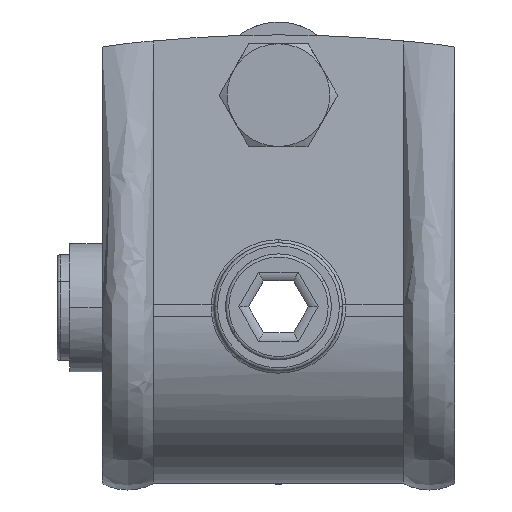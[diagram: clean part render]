
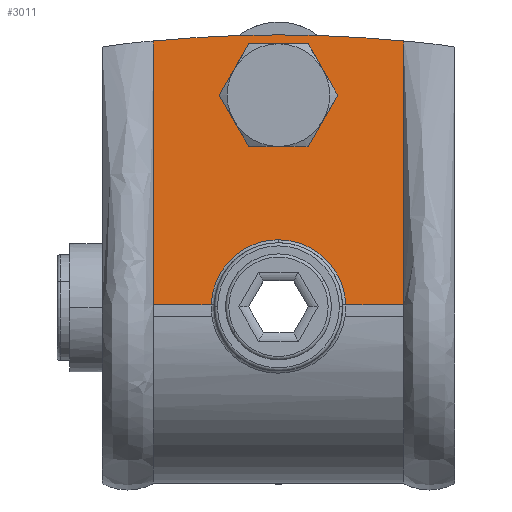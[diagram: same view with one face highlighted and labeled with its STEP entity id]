
A CAD part, top view. The second image highlights one B-rep face of the part: STEP entity #3011.
In plain terms, the highlighted planar face has unit normal (0, 0.07, 0.998).
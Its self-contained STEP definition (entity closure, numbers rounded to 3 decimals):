
#75 = CARTESIAN_POINT ( 'NONE',  ( -14., 67.535, 23.159 ) ) ;
#140 = VECTOR ( 'NONE', #8949, 1000. ) ;
#211 = CARTESIAN_POINT ( 'NONE',  ( -19.5, 68.949, 23.06 ) ) ;
#213 = DIRECTION ( 'NONE',  ( -1., 0., 0. ) ) ;
#285 = DIRECTION ( 'NONE',  ( 0., -0.07, -0.998 ) ) ;
#323 = CARTESIAN_POINT ( 'NONE',  ( -19.5, 68.949, 23.06 ) ) ;
#396 = CARTESIAN_POINT ( 'NONE',  ( -10.494, 27.814, 25.937 ) ) ;
#405 = DIRECTION ( 'NONE',  ( 0., 0.998, -0.07 ) ) ;
#621 = CARTESIAN_POINT ( 'NONE',  ( 0., 53.535, 24.138 ) ) ;
#690 = VERTEX_POINT ( 'NONE', #211 ) ;
#762 = DIRECTION ( 'NONE',  ( 0., 0.07, 0.998 ) ) ;
#784 = CIRCLE ( 'NONE', #8407, 199.963 ) ;
#790 = ORIENTED_EDGE ( 'NONE', *, *, #8671, .F. ) ;
#800 = FACE_OUTER_BOUND ( 'NONE', #1342, .T. ) ;
#996 = VERTEX_POINT ( 'NONE', #2805 ) ;
#1196 = CIRCLE ( 'NONE', #8787, 199.963 ) ;
#1219 = EDGE_LOOP ( 'NONE', ( #2045, #7100 ) ) ;
#1287 =( BOUNDED_CURVE ( )  B_SPLINE_CURVE ( 3, ( #396, #6707, #6592, #6682 ),
 .UNSPECIFIED., .F., .T. ) 
 B_SPLINE_CURVE_WITH_KNOTS ( ( 4, 4 ),
 ( 4.746, 6.283 ),
 .UNSPECIFIED. ) 
 CURVE ( )  GEOMETRIC_REPRESENTATION_ITEM ( )  RATIONAL_B_SPLINE_CURVE ( ( 1., 0.812, 0.812, 1. ) ) 
 REPRESENTATION_ITEM ( '' )  );
#1342 = EDGE_LOOP ( 'NONE', ( #3377, #3563, #8608, #3891, #790, #1669, #2966, #7048 ) ) ;
#1669 = ORIENTED_EDGE ( 'NONE', *, *, #4714, .T. ) ;
#1720 = CARTESIAN_POINT ( 'NONE',  ( 27.5, 70., 22.987 ) ) ;
#2004 = CARTESIAN_POINT ( 'NONE',  ( 10.295, 33.8, 25.518 ) ) ;
#2045 = ORIENTED_EDGE ( 'NONE', *, *, #5210, .T. ) ;
#2149 = CARTESIAN_POINT ( 'NONE',  ( -14., 53.535, 24.138 ) ) ;
#2301 = B_SPLINE_CURVE_WITH_KNOTS ( 'NONE', 3,
 ( #323, #4384, #7912, #3653 ),
 .UNSPECIFIED., .F., .F.,
 ( 4, 4 ),
 ( 0.012, 0.492 ),
 .UNSPECIFIED. ) ;
#2345 = PLANE ( 'NONE',  #7246 ) ;
#2419 = LINE ( 'NONE', #2949, #3803 ) ;
#2465 = DIRECTION ( 'NONE',  ( 0., 0.07, 0.998 ) ) ;
#2514 =( BOUNDED_CURVE ( )  B_SPLINE_CURVE ( 3, ( #5541, #6161, #2004, #3360 ),
 .UNSPECIFIED., .F., .F. ) 
 B_SPLINE_CURVE_WITH_KNOTS ( ( 4, 4 ),
 ( 0., 1.538 ),
 .UNSPECIFIED. ) 
 CURVE ( )  GEOMETRIC_REPRESENTATION_ITEM ( )  RATIONAL_B_SPLINE_CURVE ( ( 1., 0.812, 0.812, 1. ) ) 
 REPRESENTATION_ITEM ( '' )  );
#2541 = DIRECTION ( 'NONE',  ( 0., 0.998, -0.07 ) ) ;
#2634 = CARTESIAN_POINT ( 'NONE',  ( 27.5, 27.814, 25.937 ) ) ;
#2783 = EDGE_CURVE ( 'NONE', #690, #8361, #2301, .T. ) ;
#2805 = CARTESIAN_POINT ( 'NONE',  ( -10.494, 27.814, 25.937 ) ) ;
#2949 = CARTESIAN_POINT ( 'NONE',  ( 27.5, 27.814, 25.937 ) ) ;
#2966 = ORIENTED_EDGE ( 'NONE', *, *, #5923, .T. ) ;
#3011 = ADVANCED_FACE ( 'NONE', ( #7649, #800 ), #2345, .F. ) ;
#3211 = CARTESIAN_POINT ( 'NONE',  ( 14., 67.535, 23.159 ) ) ;
#3289 = CARTESIAN_POINT ( 'NONE',  ( 19.5, 68.949, 23.06 ) ) ;
#3360 = CARTESIAN_POINT ( 'NONE',  ( 10.494, 27.814, 25.937 ) ) ;
#3377 = ORIENTED_EDGE ( 'NONE', *, *, #7570, .F. ) ;
#3465 = CARTESIAN_POINT ( 'NONE',  ( 0., 37.965, 25.227 ) ) ;
#3486 = CARTESIAN_POINT ( 'NONE',  ( -19.5, 27.814, 25.937 ) ) ;
#3508 = CARTESIAN_POINT ( 'NONE',  ( 0., 67.535, 23.159 ) ) ;
#3563 = ORIENTED_EDGE ( 'NONE', *, *, #8557, .T. ) ;
#3653 = CARTESIAN_POINT ( 'NONE',  ( -19.5, 27.814, 25.937 ) ) ;
#3724 = VERTEX_POINT ( 'NONE', #7746 ) ;
#3803 = VECTOR ( 'NONE', #213, 1000. ) ;
#3891 = ORIENTED_EDGE ( 'NONE', *, *, #2783, .T. ) ;
#4058 = CARTESIAN_POINT ( 'NONE',  ( 19.5, 55.238, 24.019 ) ) ;
#4177 = CARTESIAN_POINT ( 'NONE',  ( 0., 53.535, 24.138 ) ) ;
#4384 = CARTESIAN_POINT ( 'NONE',  ( -19.5, 55.238, 24.019 ) ) ;
#4499 = CARTESIAN_POINT ( 'NONE',  ( 19.5, 27.814, 25.937 ) ) ;
#4609 = VERTEX_POINT ( 'NONE', #7083 ) ;
#4682 = CARTESIAN_POINT ( 'NONE',  ( 0., 67.535, 23.159 ) ) ;
#4714 = EDGE_CURVE ( 'NONE', #996, #7478, #1287, .T. ) ;
#4782 = CARTESIAN_POINT ( 'NONE',  ( 19.5, 27.814, 25.937 ) ) ;
#4832 = EDGE_CURVE ( 'NONE', #5119, #5361, #5221, .T. ) ;
#5119 = VERTEX_POINT ( 'NONE', #4499 ) ;
#5210 = EDGE_CURVE ( 'NONE', #3724, #6620, #5298, .T. ) ;
#5221 = LINE ( 'NONE', #2634, #140 ) ;
#5298 =( BOUNDED_CURVE ( )  B_SPLINE_CURVE ( 3, ( #4682, #3211, #7648, #4177 ),
 .UNSPECIFIED., .F., .T. ) 
 B_SPLINE_CURVE_WITH_KNOTS ( ( 4, 4 ),
 ( 0., 3.142 ),
 .UNSPECIFIED. ) 
 CURVE ( )  GEOMETRIC_REPRESENTATION_ITEM ( )  RATIONAL_B_SPLINE_CURVE ( ( 1., 0.333, 0.333, 1. ) ) 
 REPRESENTATION_ITEM ( '' )  );
#5361 = VERTEX_POINT ( 'NONE', #8995 ) ;
#5436 = VERTEX_POINT ( 'NONE', #7536 ) ;
#5496 = DIRECTION ( 'NONE',  ( 0., 0.998, -0.07 ) ) ;
#5541 = CARTESIAN_POINT ( 'NONE',  ( 0., 37.965, 25.227 ) ) ;
#5698 = EDGE_CURVE ( 'NONE', #5436, #690, #1196, .T. ) ;
#5923 = EDGE_CURVE ( 'NONE', #7478, #5361, #2514, .T. ) ;
#6052 = EDGE_CURVE ( 'NONE', #6620, #3724, #6237, .T. ) ;
#6161 = CARTESIAN_POINT ( 'NONE',  ( 5.99, 37.965, 25.227 ) ) ;
#6237 =( BOUNDED_CURVE ( )  B_SPLINE_CURVE ( 3, ( #7051, #2149, #75, #3508 ),
 .UNSPECIFIED., .F., .T. ) 
 B_SPLINE_CURVE_WITH_KNOTS ( ( 4, 4 ),
 ( 3.142, 6.283 ),
 .UNSPECIFIED. ) 
 CURVE ( )  GEOMETRIC_REPRESENTATION_ITEM ( )  RATIONAL_B_SPLINE_CURVE ( ( 1., 0.333, 0.333, 1. ) ) 
 REPRESENTATION_ITEM ( '' )  );
#6592 = CARTESIAN_POINT ( 'NONE',  ( -5.99, 37.965, 25.227 ) ) ;
#6600 = CARTESIAN_POINT ( 'NONE',  ( 0., -129.576, 36.942 ) ) ;
#6620 = VERTEX_POINT ( 'NONE', #621 ) ;
#6682 = CARTESIAN_POINT ( 'NONE',  ( 0., 37.965, 25.227 ) ) ;
#6707 = CARTESIAN_POINT ( 'NONE',  ( -10.295, 33.8, 25.518 ) ) ;
#7048 = ORIENTED_EDGE ( 'NONE', *, *, #4832, .F. ) ;
#7051 = CARTESIAN_POINT ( 'NONE',  ( 0., 53.535, 24.138 ) ) ;
#7083 = CARTESIAN_POINT ( 'NONE',  ( 19.5, 68.949, 23.06 ) ) ;
#7100 = ORIENTED_EDGE ( 'NONE', *, *, #6052, .T. ) ;
#7246 = AXIS2_PLACEMENT_3D ( 'NONE', #1720, #285, #2541 ) ;
#7478 = VERTEX_POINT ( 'NONE', #3465 ) ;
#7536 = CARTESIAN_POINT ( 'NONE',  ( 0., 69.9, 22.994 ) ) ;
#7570 = EDGE_CURVE ( 'NONE', #4609, #5119, #8810, .T. ) ;
#7648 = CARTESIAN_POINT ( 'NONE',  ( 14., 53.535, 24.138 ) ) ;
#7649 = FACE_BOUND ( 'NONE', #1219, .T. ) ;
#7746 = CARTESIAN_POINT ( 'NONE',  ( 0., 67.535, 23.159 ) ) ;
#7912 = CARTESIAN_POINT ( 'NONE',  ( -19.5, 41.526, 24.978 ) ) ;
#8333 = CARTESIAN_POINT ( 'NONE',  ( 0., -129.576, 36.942 ) ) ;
#8361 = VERTEX_POINT ( 'NONE', #3486 ) ;
#8407 = AXIS2_PLACEMENT_3D ( 'NONE', #8333, #762, #5496 ) ;
#8557 = EDGE_CURVE ( 'NONE', #4609, #5436, #784, .T. ) ;
#8608 = ORIENTED_EDGE ( 'NONE', *, *, #5698, .T. ) ;
#8671 = EDGE_CURVE ( 'NONE', #996, #8361, #2419, .T. ) ;
#8787 = AXIS2_PLACEMENT_3D ( 'NONE', #6600, #2465, #405 ) ;
#8810 = B_SPLINE_CURVE_WITH_KNOTS ( 'NONE', 3,
 ( #3289, #4058, #8938, #4782 ),
 .UNSPECIFIED., .F., .F.,
 ( 4, 4 ),
 ( 0.012, 0.492 ),
 .UNSPECIFIED. ) ;
#8938 = CARTESIAN_POINT ( 'NONE',  ( 19.5, 41.526, 24.978 ) ) ;
#8949 = DIRECTION ( 'NONE',  ( -1., 0., 0. ) ) ;
#8995 = CARTESIAN_POINT ( 'NONE',  ( 10.494, 27.814, 25.937 ) ) ;
